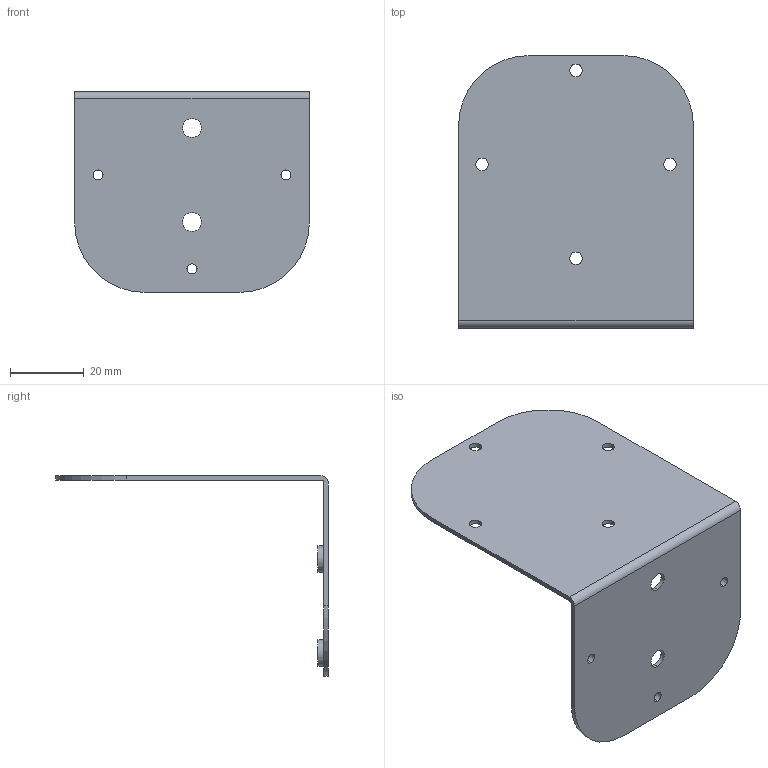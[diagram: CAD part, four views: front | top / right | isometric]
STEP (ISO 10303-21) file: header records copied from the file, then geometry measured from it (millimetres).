
FILE_DESCRIPTION (( 'STEP AP203' ), '1' );
FILE_NAME ('l-bracket.STEP', '2024-11-22T00:01:18', ( '' ), ( '' ), 'SwSTEP 2.0', 'SolidWorks 2018', '' );
FILE_SCHEMA (( 'CONFIG_CONTROL_DESIGN' ));
Length unit declared in the file: inch
Products named in the file (1): l-bracket
Bounding box: 63.5 x 73.66 x 54.29 mm (x, y, z)
Volume: 9429.5 mm3; surface area: 15902.5 mm2
Topology: 1 solids, 1 shells, 41 faces, 108 edges, 72 vertices
Faces by surface type: cylinder 30, plane 11
Entity records: 1417 total; most frequent: DIRECTION 252, CARTESIAN_POINT 222, ORIENTED_EDGE 216, EDGE_CURVE 108, AXIS2_PLACEMENT_3D 102, VERTEX_POINT 72, EDGE_LOOP 62, CIRCLE 60
